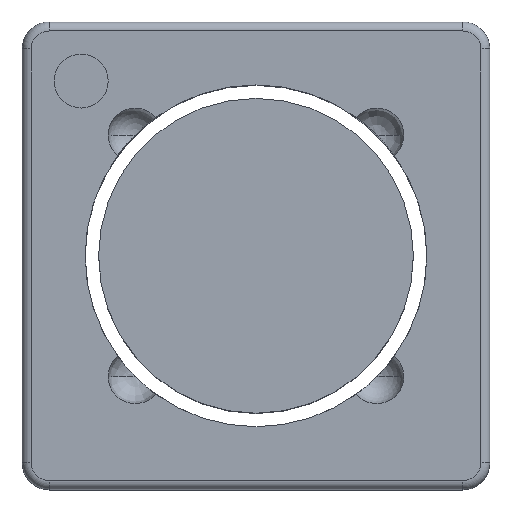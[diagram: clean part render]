
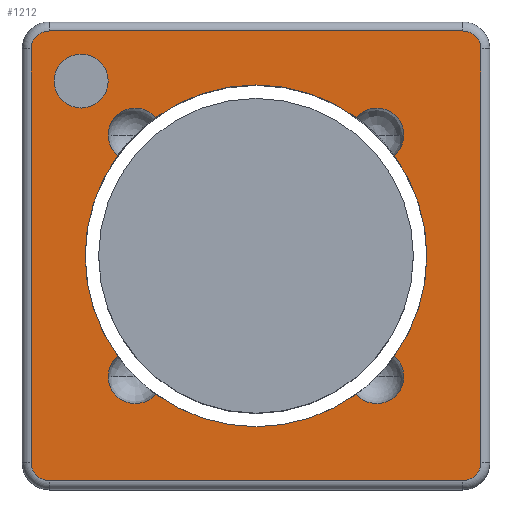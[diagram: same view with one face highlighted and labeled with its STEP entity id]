
A CAD part, top view. The second image highlights one B-rep face of the part: STEP entity #1212.
In plain terms, the highlighted planar face has unit normal (0, 0, 1).
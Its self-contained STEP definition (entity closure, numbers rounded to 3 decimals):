
#218=CARTESIAN_POINT('',(-1.644,-1.344,2.5));
#219=VERTEX_POINT('',#218);
#227=CARTESIAN_POINT('',(-1.538,-1.115,2.5));
#228=VERTEX_POINT('',#227);
#244=CARTESIAN_POINT('',(-1.344,-1.344,2.5));
#245=DIRECTION('',(0.0,0.0,-1.0));
#246=DIRECTION('',(0.0,1.0,0.0));
#247=AXIS2_PLACEMENT_3D('',#244,#245,#246);
#248=CIRCLE('',#247,0.3);
#249=EDGE_CURVE('',#219,#228,#248,.T.);
#309=CARTESIAN_POINT('',(1.644,1.344,2.5));
#310=VERTEX_POINT('',#309);
#318=CARTESIAN_POINT('',(1.538,1.115,2.5));
#319=VERTEX_POINT('',#318);
#335=CARTESIAN_POINT('',(1.344,1.344,2.5));
#336=DIRECTION('',(0.0,0.0,-1.0));
#337=DIRECTION('',(0.0,1.0,0.0));
#338=AXIS2_PLACEMENT_3D('',#335,#336,#337);
#339=CIRCLE('',#338,0.3);
#340=EDGE_CURVE('',#310,#319,#339,.T.);
#352=CARTESIAN_POINT('',(-1.644,1.344,2.5));
#353=VERTEX_POINT('',#352);
#361=CARTESIAN_POINT('',(-1.115,1.538,2.5));
#362=VERTEX_POINT('',#361);
#378=CARTESIAN_POINT('',(-1.344,1.344,2.5));
#379=DIRECTION('',(0.0,0.0,-1.0));
#380=DIRECTION('',(0.0,1.0,0.0));
#381=AXIS2_PLACEMENT_3D('',#378,#379,#380);
#382=CIRCLE('',#381,0.3);
#383=EDGE_CURVE('',#353,#362,#382,.T.);
#395=CARTESIAN_POINT('',(1.644,-1.344,2.5));
#396=VERTEX_POINT('',#395);
#404=CARTESIAN_POINT('',(1.115,-1.538,2.5));
#405=VERTEX_POINT('',#404);
#421=CARTESIAN_POINT('',(1.344,-1.344,2.5));
#422=DIRECTION('',(0.0,0.0,-1.0));
#423=DIRECTION('',(0.0,1.0,0.0));
#424=AXIS2_PLACEMENT_3D('',#421,#422,#423);
#425=CIRCLE('',#424,0.3);
#426=EDGE_CURVE('',#396,#405,#425,.T.);
#436=CARTESIAN_POINT('',(-1.644,1.944,2.5));
#437=VERTEX_POINT('',#436);
#446=CARTESIAN_POINT('',(-2.244,1.944,2.5));
#447=VERTEX_POINT('',#446);
#448=CARTESIAN_POINT('',(-1.944,1.944,2.5));
#449=DIRECTION('',(0.0,0.0,-1.0));
#450=DIRECTION('',(1.0,0.0,0.0));
#451=AXIS2_PLACEMENT_3D('',#448,#449,#450);
#452=CIRCLE('',#451,0.3);
#453=EDGE_CURVE('',#447,#437,#452,.T.);
#480=CARTESIAN_POINT('',(1.9,0.,2.5));
#481=VERTEX_POINT('',#480);
#497=CARTESIAN_POINT('',(-1.9,0.,2.5));
#498=VERTEX_POINT('',#497);
#505=CARTESIAN_POINT('',(0.,0.,2.5));
#506=DIRECTION('',(0.0,0.0,-1.0));
#507=DIRECTION('',(1.0,0.0,0.0));
#508=AXIS2_PLACEMENT_3D('',#505,#506,#507);
#509=CIRCLE('',#508,1.9);
#510=EDGE_CURVE('',#228,#498,#509,.T.);
#513=CARTESIAN_POINT('',(-1.115,-1.538,2.5));
#514=VERTEX_POINT('',#513);
#530=CARTESIAN_POINT('',(0.,0.,2.5));
#531=DIRECTION('',(0.0,0.0,-1.0));
#532=DIRECTION('',(1.0,0.0,0.0));
#533=AXIS2_PLACEMENT_3D('',#530,#531,#532);
#534=CIRCLE('',#533,1.9);
#535=EDGE_CURVE('',#405,#514,#534,.T.);
#538=CARTESIAN_POINT('',(1.538,-1.115,2.5));
#539=VERTEX_POINT('',#538);
#555=CARTESIAN_POINT('',(0.,0.,2.5));
#556=DIRECTION('',(0.0,0.0,-1.0));
#557=DIRECTION('',(1.0,0.0,0.0));
#558=AXIS2_PLACEMENT_3D('',#555,#556,#557);
#559=CIRCLE('',#558,1.9);
#560=EDGE_CURVE('',#481,#539,#559,.T.);
#571=CARTESIAN_POINT('',(0.,0.,2.5));
#572=DIRECTION('',(0.0,0.0,-1.0));
#573=DIRECTION('',(1.0,0.0,0.0));
#574=AXIS2_PLACEMENT_3D('',#571,#572,#573);
#575=CIRCLE('',#574,1.9);
#576=EDGE_CURVE('',#319,#481,#575,.T.);
#579=CARTESIAN_POINT('',(1.115,1.538,2.5));
#580=VERTEX_POINT('',#579);
#596=CARTESIAN_POINT('',(0.,0.,2.5));
#597=DIRECTION('',(0.0,0.0,-1.0));
#598=DIRECTION('',(1.0,0.0,0.0));
#599=AXIS2_PLACEMENT_3D('',#596,#597,#598);
#600=CIRCLE('',#599,1.9);
#601=EDGE_CURVE('',#362,#580,#600,.T.);
#604=CARTESIAN_POINT('',(-1.538,1.115,2.5));
#605=VERTEX_POINT('',#604);
#621=CARTESIAN_POINT('',(0.,0.,2.5));
#622=DIRECTION('',(0.0,0.0,-1.0));
#623=DIRECTION('',(1.0,0.0,0.0));
#624=AXIS2_PLACEMENT_3D('',#621,#622,#623);
#625=CIRCLE('',#624,1.9);
#626=EDGE_CURVE('',#498,#605,#625,.T.);
#929=CARTESIAN_POINT('',(-1.944,1.944,2.5));
#930=DIRECTION('',(0.0,0.0,-1.0));
#931=DIRECTION('',(1.0,0.0,0.0));
#932=AXIS2_PLACEMENT_3D('',#929,#930,#931);
#933=CIRCLE('',#932,0.3);
#934=EDGE_CURVE('',#437,#447,#933,.T.);
#954=CARTESIAN_POINT('',(2.5,2.3,2.5));
#955=VERTEX_POINT('',#954);
#963=CARTESIAN_POINT('',(2.5,-2.3,2.5));
#964=VERTEX_POINT('',#963);
#965=CARTESIAN_POINT('',(2.5,2.3,2.5));
#966=DIRECTION('',(0.0,-1.0,0.0));
#967=VECTOR('',#966,4.6);
#968=LINE('',#965,#967);
#969=EDGE_CURVE('',#955,#964,#968,.T.);
#987=CARTESIAN_POINT('',(2.3,2.5,2.5));
#988=VERTEX_POINT('',#987);
#996=CARTESIAN_POINT('',(2.3,2.3,2.5));
#997=DIRECTION('',(0.,0.,-1.));
#998=DIRECTION('',(0.707,0.707,0.));
#999=AXIS2_PLACEMENT_3D('',#996,#997,#998);
#1000=CIRCLE('',#999,0.2);
#1001=EDGE_CURVE('',#988,#955,#1000,.T.);
#1013=CARTESIAN_POINT('',(2.3,-2.5,2.5));
#1014=VERTEX_POINT('',#1013);
#1024=CARTESIAN_POINT('',(2.3,-2.3,2.5));
#1025=DIRECTION('',(0.,0.,-1.));
#1026=DIRECTION('',(0.707,-0.707,0.));
#1027=AXIS2_PLACEMENT_3D('',#1024,#1025,#1026);
#1028=CIRCLE('',#1027,0.2);
#1029=EDGE_CURVE('',#964,#1014,#1028,.T.);
#1039=CARTESIAN_POINT('',(-2.3,2.5,2.5));
#1040=VERTEX_POINT('',#1039);
#1048=CARTESIAN_POINT('',(-2.3,2.5,2.5));
#1049=DIRECTION('',(1.0,0.0,0.0));
#1050=VECTOR('',#1049,4.6);
#1051=LINE('',#1048,#1050);
#1052=EDGE_CURVE('',#1040,#988,#1051,.T.);
#1064=CARTESIAN_POINT('',(-2.3,-2.5,2.5));
#1065=VERTEX_POINT('',#1064);
#1075=CARTESIAN_POINT('',(2.3,-2.5,2.5));
#1076=DIRECTION('',(-1.0,0.0,0.0));
#1077=VECTOR('',#1076,4.6);
#1078=LINE('',#1075,#1077);
#1079=EDGE_CURVE('',#1014,#1065,#1078,.T.);
#1089=CARTESIAN_POINT('',(-2.5,2.3,2.5));
#1090=VERTEX_POINT('',#1089);
#1098=CARTESIAN_POINT('',(-2.3,2.3,2.5));
#1099=DIRECTION('',(0.,0.,-1.));
#1100=DIRECTION('',(-0.707,0.707,0.));
#1101=AXIS2_PLACEMENT_3D('',#1098,#1099,#1100);
#1102=CIRCLE('',#1101,0.2);
#1103=EDGE_CURVE('',#1090,#1040,#1102,.T.);
#1115=CARTESIAN_POINT('',(-2.5,-2.3,2.5));
#1116=VERTEX_POINT('',#1115);
#1126=CARTESIAN_POINT('',(-2.3,-2.3,2.5));
#1127=DIRECTION('',(0.,0.,-1.));
#1128=DIRECTION('',(-0.707,-0.707,0.));
#1129=AXIS2_PLACEMENT_3D('',#1126,#1127,#1128);
#1130=CIRCLE('',#1129,0.2);
#1131=EDGE_CURVE('',#1065,#1116,#1130,.T.);
#1144=CARTESIAN_POINT('',(-2.5,-2.3,2.5));
#1145=DIRECTION('',(0.0,1.0,0.0));
#1146=VECTOR('',#1145,4.6);
#1147=LINE('',#1144,#1146);
#1148=EDGE_CURVE('',#1116,#1090,#1147,.T.);
#1153=CARTESIAN_POINT('',(0.,0.,2.5));
#1154=DIRECTION('',(0.0,0.0,1.0));
#1155=DIRECTION('',(1.0,0.0,0.0));
#1156=AXIS2_PLACEMENT_3D('',#1153,#1154,#1155);
#1157=PLANE('',#1156);
#1158=ORIENTED_EDGE('',*,*,#969,.F.);
#1159=ORIENTED_EDGE('',*,*,#1001,.F.);
#1160=ORIENTED_EDGE('',*,*,#1052,.F.);
#1161=ORIENTED_EDGE('',*,*,#1103,.F.);
#1162=ORIENTED_EDGE('',*,*,#1148,.F.);
#1163=ORIENTED_EDGE('',*,*,#1131,.F.);
#1164=ORIENTED_EDGE('',*,*,#1079,.F.);
#1165=ORIENTED_EDGE('',*,*,#1029,.F.);
#1166=EDGE_LOOP('',(#1158,#1159,#1160,#1161,#1162,#1163,#1164,#1165));
#1167=FACE_OUTER_BOUND('',#1166,.T.);
#1168=ORIENTED_EDGE('',*,*,#934,.T.);
#1169=ORIENTED_EDGE('',*,*,#453,.T.);
#1170=EDGE_LOOP('',(#1168,#1169));
#1171=FACE_BOUND('',#1170,.T.);
#1172=CARTESIAN_POINT('',(1.344,-1.344,2.5));
#1173=DIRECTION('',(0.0,0.0,-1.0));
#1174=DIRECTION('',(0.0,1.0,0.0));
#1175=AXIS2_PLACEMENT_3D('',#1172,#1173,#1174);
#1176=CIRCLE('',#1175,0.3);
#1177=EDGE_CURVE('',#539,#396,#1176,.T.);
#1178=ORIENTED_EDGE('',*,*,#1177,.T.);
#1179=ORIENTED_EDGE('',*,*,#426,.T.);
#1180=ORIENTED_EDGE('',*,*,#535,.T.);
#1181=CARTESIAN_POINT('',(-1.344,-1.344,2.5));
#1182=DIRECTION('',(0.0,0.0,-1.0));
#1183=DIRECTION('',(0.0,1.0,0.0));
#1184=AXIS2_PLACEMENT_3D('',#1181,#1182,#1183);
#1185=CIRCLE('',#1184,0.3);
#1186=EDGE_CURVE('',#514,#219,#1185,.T.);
#1187=ORIENTED_EDGE('',*,*,#1186,.T.);
#1188=ORIENTED_EDGE('',*,*,#249,.T.);
#1189=ORIENTED_EDGE('',*,*,#510,.T.);
#1190=ORIENTED_EDGE('',*,*,#626,.T.);
#1191=CARTESIAN_POINT('',(-1.344,1.344,2.5));
#1192=DIRECTION('',(0.0,0.0,-1.0));
#1193=DIRECTION('',(0.0,1.0,0.0));
#1194=AXIS2_PLACEMENT_3D('',#1191,#1192,#1193);
#1195=CIRCLE('',#1194,0.3);
#1196=EDGE_CURVE('',#605,#353,#1195,.T.);
#1197=ORIENTED_EDGE('',*,*,#1196,.T.);
#1198=ORIENTED_EDGE('',*,*,#383,.T.);
#1199=ORIENTED_EDGE('',*,*,#601,.T.);
#1200=CARTESIAN_POINT('',(1.344,1.344,2.5));
#1201=DIRECTION('',(0.0,0.0,-1.0));
#1202=DIRECTION('',(0.0,1.0,0.0));
#1203=AXIS2_PLACEMENT_3D('',#1200,#1201,#1202);
#1204=CIRCLE('',#1203,0.3);
#1205=EDGE_CURVE('',#580,#310,#1204,.T.);
#1206=ORIENTED_EDGE('',*,*,#1205,.T.);
#1207=ORIENTED_EDGE('',*,*,#340,.T.);
#1208=ORIENTED_EDGE('',*,*,#576,.T.);
#1209=ORIENTED_EDGE('',*,*,#560,.T.);
#1210=EDGE_LOOP('',(#1178,#1179,#1180,#1187,#1188,#1189,#1190,#1197,#1198,#1199,#1206,#1207,#1208,#1209));
#1211=FACE_BOUND('',#1210,.T.);
#1212=ADVANCED_FACE('',(#1167,#1171,#1211),#1157,.T.);
